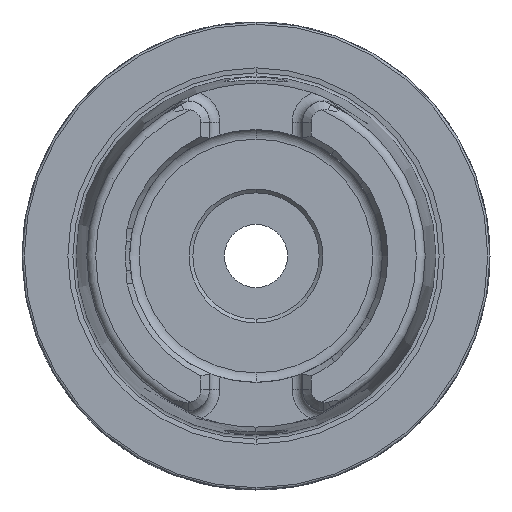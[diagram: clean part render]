
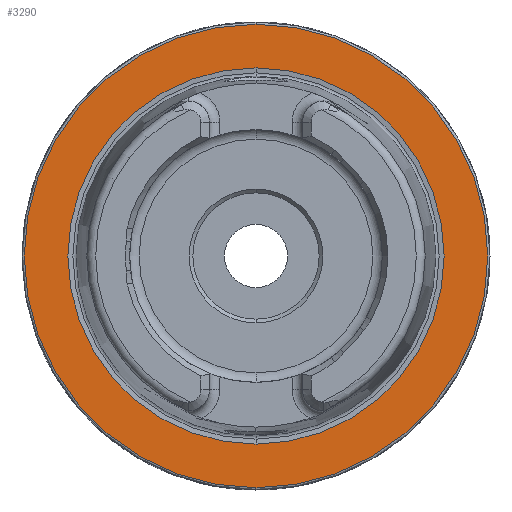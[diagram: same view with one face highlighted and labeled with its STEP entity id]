
A CAD part, left-side view. The second image highlights one B-rep face of the part: STEP entity #3290.
In plain terms, the highlighted planar face has unit normal (-1, 0, 0).
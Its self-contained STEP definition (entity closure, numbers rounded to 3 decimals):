
#29 = AXIS2_PLACEMENT_3D ( 'NONE', #1236, #1237, #1238 ) ;
#43 = AXIS2_PLACEMENT_3D ( 'NONE', #1426, #1427, #1428 ) ;
#100 = AXIS2_PLACEMENT_3D ( 'NONE', #5369, #5370, #5371 ) ;
#101 = AXIS2_PLACEMENT_3D ( 'NONE', #5372, #5373, #5374 ) ;
#534 = EDGE_LOOP ( 'NONE', ( #4715, #4716 ) ) ;
#1236 = CARTESIAN_POINT ( 'NONE',  ( 0., 0., 0. ) ) ;
#1237 = DIRECTION ( 'NONE',  ( -1., 0., 0. ) ) ;
#1238 = DIRECTION ( 'NONE',  ( 0., 0., 1. ) ) ;
#1426 = CARTESIAN_POINT ( 'NONE',  ( 0., 0., 0. ) ) ;
#1427 = DIRECTION ( 'NONE',  ( -1., 0., 0. ) ) ;
#1428 = DIRECTION ( 'NONE',  ( 0., 0., 1. ) ) ;
#2296 = AXIS2_PLACEMENT_3D ( 'NONE', #3784, #3789, #3790 ) ;
#2741 = FACE_BOUND ( 'NONE', #534, .T. ) ;
#2756 = FACE_OUTER_BOUND ( 'NONE', #4816, .T. ) ;
#3290 = ADVANCED_FACE ( 'NONE', ( #2741, #2756 ), #3787, .F. ) ;
#3784 = CARTESIAN_POINT ( 'NONE',  ( 0., 31.2, 0. ) ) ;
#3787 = PLANE ( 'NONE',  #2296 ) ;
#3789 = DIRECTION ( 'NONE',  ( 1., 0., 0. ) ) ;
#3790 = DIRECTION ( 'NONE',  ( 0., 0., -1. ) ) ;
#4401 = EDGE_CURVE ( 'NONE', #5139, #6093, #6444, .T. ) ;
#4427 = EDGE_CURVE ( 'NONE', #6086, #5143, #6470, .T. ) ;
#4715 = ORIENTED_EDGE ( 'NONE', *, *, #5600, .F. ) ;
#4716 = ORIENTED_EDGE ( 'NONE', *, *, #4427, .F. ) ;
#4717 = ORIENTED_EDGE ( 'NONE', *, *, #4401, .T. ) ;
#4718 = ORIENTED_EDGE ( 'NONE', *, *, #5601, .T. ) ;
#4816 = EDGE_LOOP ( 'NONE', ( #4717, #4718 ) ) ;
#5139 = VERTEX_POINT ( 'NONE', #8021 ) ;
#5143 = VERTEX_POINT ( 'NONE', #8025 ) ;
#5369 = CARTESIAN_POINT ( 'NONE',  ( 0., 0., 0. ) ) ;
#5370 = DIRECTION ( 'NONE',  ( -1., 0., 0. ) ) ;
#5371 = DIRECTION ( 'NONE',  ( 0., 0., 1. ) ) ;
#5372 = CARTESIAN_POINT ( 'NONE',  ( 0., 0., 0. ) ) ;
#5373 = DIRECTION ( 'NONE',  ( -1., 0., 0. ) ) ;
#5374 = DIRECTION ( 'NONE',  ( 0., 0., 1. ) ) ;
#5600 = EDGE_CURVE ( 'NONE', #5143, #6086, #6637, .T. ) ;
#5601 = EDGE_CURVE ( 'NONE', #6093, #5139, #6638, .T. ) ;
#5715 = CARTESIAN_POINT ( 'NONE',  ( 0., 0., -25.324 ) ) ;
#5720 = CARTESIAN_POINT ( 'NONE',  ( 0., 0., -31.2 ) ) ;
#6086 = VERTEX_POINT ( 'NONE', #5715 ) ;
#6093 = VERTEX_POINT ( 'NONE', #5720 ) ;
#6444 = CIRCLE ( 'NONE', #29, 31.2 ) ;
#6470 = CIRCLE ( 'NONE', #43, 25.324 ) ;
#6637 = CIRCLE ( 'NONE', #100, 25.324 ) ;
#6638 = CIRCLE ( 'NONE', #101, 31.2 ) ;
#8021 = CARTESIAN_POINT ( 'NONE',  ( 0., 0., 31.2 ) ) ;
#8025 = CARTESIAN_POINT ( 'NONE',  ( 0., 0., 25.324 ) ) ;
